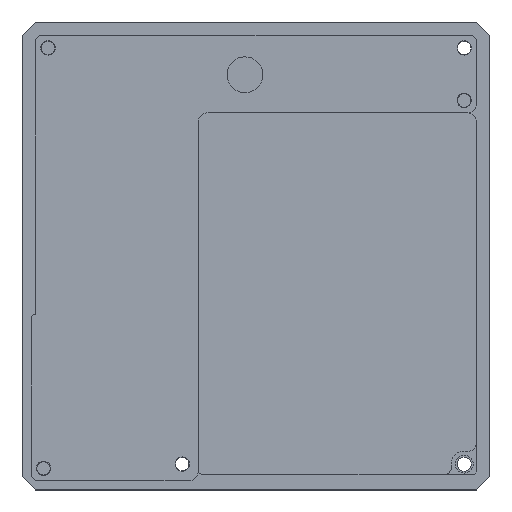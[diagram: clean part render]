
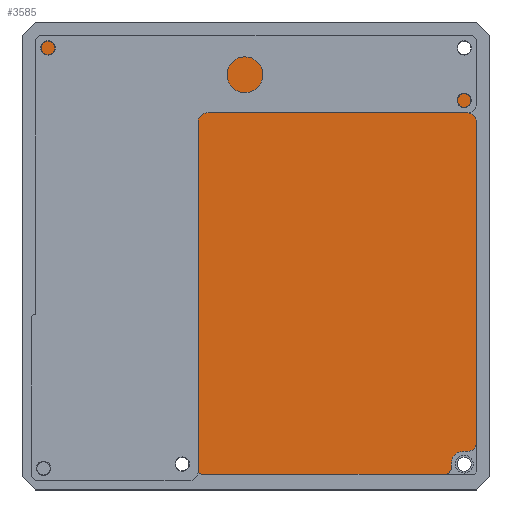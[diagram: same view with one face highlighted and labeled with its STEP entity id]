
A CAD part, top view. The second image highlights one B-rep face of the part: STEP entity #3585.
In plain terms, the highlighted planar face has unit normal (0, 0, 1).
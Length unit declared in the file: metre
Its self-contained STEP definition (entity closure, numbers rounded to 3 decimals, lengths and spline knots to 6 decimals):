
#165=CIRCLE('',#3908,0.0023);
#166=CIRCLE('',#3909,0.0016);
#167=CIRCLE('',#3910,0.0016);
#168=CIRCLE('',#3911,0.0016);
#995=ORIENTED_EDGE('',*,*,#1602,.F.);
#996=ORIENTED_EDGE('',*,*,#1598,.T.);
#997=ORIENTED_EDGE('',*,*,#1603,.T.);
#998=ORIENTED_EDGE('',*,*,#1604,.F.);
#999=ORIENTED_EDGE('',*,*,#1595,.F.);
#1000=ORIENTED_EDGE('',*,*,#1605,.T.);
#1001=ORIENTED_EDGE('',*,*,#1606,.F.);
#1002=ORIENTED_EDGE('',*,*,#1607,.F.);
#1003=ORIENTED_EDGE('',*,*,#1608,.F.);
#1004=ORIENTED_EDGE('',*,*,#1609,.F.);
#1595=EDGE_CURVE('',#1970,#1972,#2357,.T.);
#1598=EDGE_CURVE('',#1974,#1975,#2360,.T.);
#1602=EDGE_CURVE('',#1974,#1978,#2364,.T.);
#1603=EDGE_CURVE('',#1975,#1979,#2365,.T.);
#1604=EDGE_CURVE('',#1972,#1979,#2366,.F.);
#1605=EDGE_CURVE('',#1970,#1980,#2367,.T.);
#1606=EDGE_CURVE('',#1978,#1980,#165,.F.);
#1607=EDGE_CURVE('',#1981,#1981,#166,.T.);
#1608=EDGE_CURVE('',#1982,#1982,#167,.T.);
#1609=EDGE_CURVE('',#1983,#1983,#168,.T.);
#1970=VERTEX_POINT('',#5784);
#1972=VERTEX_POINT('',#5787);
#1974=VERTEX_POINT('',#5793);
#1975=VERTEX_POINT('',#5794);
#1978=VERTEX_POINT('',#5802);
#1979=VERTEX_POINT('',#5804);
#1980=VERTEX_POINT('',#5807);
#1981=VERTEX_POINT('',#5810);
#1982=VERTEX_POINT('',#5812);
#1983=VERTEX_POINT('',#5814);
#2357=LINE('',#5786,#2744);
#2360=LINE('',#5792,#2747);
#2364=LINE('',#5801,#2751);
#2365=LINE('',#5803,#2752);
#2366=LINE('',#5805,#2753);
#2367=LINE('',#5806,#2754);
#2744=VECTOR('',#4752,1.);
#2747=VECTOR('',#4757,1.);
#2751=VECTOR('',#4763,1.);
#2752=VECTOR('',#4764,1.);
#2753=VECTOR('',#4765,1.);
#2754=VECTOR('',#4766,1.);
#2998=EDGE_LOOP('',(#995,#996,#997,#998,#999,#1000,#1001));
#2999=EDGE_LOOP('',(#1002));
#3000=EDGE_LOOP('',(#1003));
#3001=EDGE_LOOP('',(#1004));
#3245=FACE_BOUND('',#2998,.T.);
#3246=FACE_BOUND('',#2999,.T.);
#3247=FACE_BOUND('',#3000,.T.);
#3248=FACE_BOUND('',#3001,.T.);
#3415=PLANE('',#3907);
#3585=ADVANCED_FACE('',(#3245,#3246,#3247,#3248),#3415,.T.);
#3907=AXIS2_PLACEMENT_3D('',#5800,#4761,#4762);
#3908=AXIS2_PLACEMENT_3D('',#5808,#4767,#4768);
#3909=AXIS2_PLACEMENT_3D('',#5809,#4769,#4770);
#3910=AXIS2_PLACEMENT_3D('',#5811,#4771,#4772);
#3911=AXIS2_PLACEMENT_3D('',#5813,#4773,#4774);
#4752=DIRECTION('',(0.,1.,0.));
#4757=DIRECTION('',(1.,0.,0.));
#4761=DIRECTION('',(0.,0.,1.));
#4762=DIRECTION('',(1.,0.,0.));
#4763=DIRECTION('',(0.,1.,0.));
#4764=DIRECTION('',(0.,1.,0.));
#4765=DIRECTION('',(-1.,0.,0.));
#4766=DIRECTION('',(1.,0.,0.));
#4767=DIRECTION('',(0.,0.,-1.));
#4768=DIRECTION('',(-1.,0.,0.));
#4769=DIRECTION('',(0.,0.,1.));
#4770=DIRECTION('',(1.,0.,0.));
#4771=DIRECTION('',(0.,0.,1.));
#4772=DIRECTION('',(1.,0.,0.));
#4773=DIRECTION('',(0.,0.,1.));
#4774=DIRECTION('',(1.,0.,0.));
#5784=CARTESIAN_POINT('',(-0.049175,-0.012725,-0.006));
#5786=CARTESIAN_POINT('',(-0.049175,0.018225,-0.006));
#5787=CARTESIAN_POINT('',(-0.049175,0.049175,-0.006));
#5792=CARTESIAN_POINT('',(0.015125,-0.049175,-0.006));
#5793=CARTESIAN_POINT('',(-0.019675,-0.049175,-0.006));
#5794=CARTESIAN_POINT('',(0.049175,-0.049175,-0.006));
#5800=CARTESIAN_POINT('',(0.,0.,-0.006));
#5801=CARTESIAN_POINT('',(-0.019675,-0.0296,-0.006));
#5802=CARTESIAN_POINT('',(-0.019675,-0.015025,-0.006));
#5803=CARTESIAN_POINT('',(0.049175,0.,-0.006));
#5804=CARTESIAN_POINT('',(0.049175,0.049175,-0.006));
#5805=CARTESIAN_POINT('',(0.,0.049175,-0.006));
#5806=CARTESIAN_POINT('',(-0.035725,-0.012725,-0.006));
#5807=CARTESIAN_POINT('',(-0.021975,-0.012725,-0.006));
#5808=CARTESIAN_POINT('',(-0.021975,-0.015025,-0.006));
#5809=CARTESIAN_POINT('',(0.046525,-0.046525,-0.006));
#5810=CARTESIAN_POINT('',(0.048125,-0.046525,-0.006));
#5811=CARTESIAN_POINT('',(0.046525,0.046475,-0.006));
#5812=CARTESIAN_POINT('',(0.048125,0.046475,-0.006));
#5813=CARTESIAN_POINT('',(-0.016475,-0.046525,-0.006));
#5814=CARTESIAN_POINT('',(-0.014875,-0.046525,-0.006));
